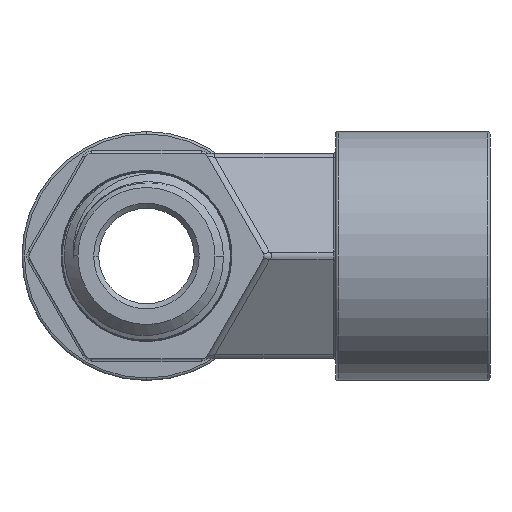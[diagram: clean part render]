
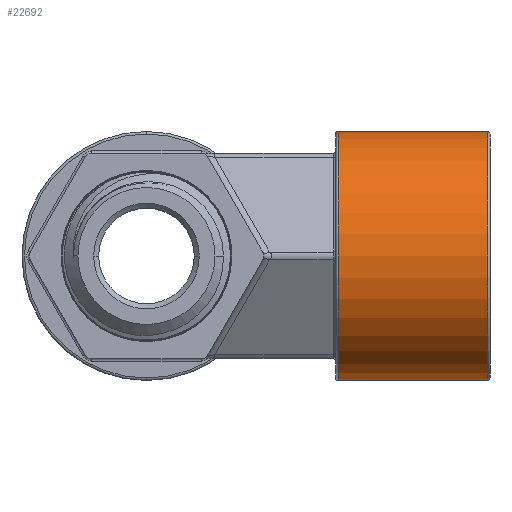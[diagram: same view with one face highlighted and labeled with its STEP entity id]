
A CAD part, left-side view. The second image highlights one B-rep face of the part: STEP entity #22692.
In plain terms, the highlighted cylindrical face has radius 12.5 mm (diameter 25 mm), a partial arc.
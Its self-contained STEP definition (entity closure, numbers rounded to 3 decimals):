
#11952=DIRECTION('',(0.,-1.,0.));
#11953=VECTOR('',#11952,15.);
#11954=CARTESIAN_POINT('',(0.,-19.25,-12.5));
#11955=LINE('',#11954,#11953);
#11959=CARTESIAN_POINT('',(0.,-34.25,0.));
#11960=DIRECTION('',(0.,-1.,0.));
#11961=DIRECTION('',(0.,0.,1.));
#11962=AXIS2_PLACEMENT_3D('',#11959,#11960,#11961);
#11967=CARTESIAN_POINT('',(0.,-19.25,0.));
#11968=DIRECTION('',(0.,1.,0.));
#11969=DIRECTION('',(0.,0.,-1.));
#11970=AXIS2_PLACEMENT_3D('',#11967,#11968,#11969);
#11975=DIRECTION('',(0.,-1.,0.));
#11976=VECTOR('',#11975,15.);
#11977=CARTESIAN_POINT('',(0.,-19.25,12.5));
#11978=LINE('',#11977,#11976);
#16276=CARTESIAN_POINT('',(0.,-34.25,12.5));
#16277=CARTESIAN_POINT('',(0.,-34.25,-12.5));
#16278=VERTEX_POINT('',#16276);
#16279=VERTEX_POINT('',#16277);
#16354=CARTESIAN_POINT('',(0.,-19.25,-12.5));
#16355=VERTEX_POINT('',#16354);
#16356=CARTESIAN_POINT('',(0.,-19.25,12.5));
#16357=VERTEX_POINT('',#16356);
#22680=CARTESIAN_POINT('',(0.,-19.,0.));
#22681=DIRECTION('',(0.,-1.,0.));
#22682=DIRECTION('',(0.,0.,-1.));
#22683=AXIS2_PLACEMENT_3D('',#22680,#22681,#22682);
#22684=CYLINDRICAL_SURFACE('',#22683,12.5);
#22685=ORIENTED_EDGE('',*,*,#22645,.T.);
#22686=ORIENTED_EDGE('',*,*,#22675,.F.);
#22688=ORIENTED_EDGE('',*,*,#22687,.T.);
#22689=ORIENTED_EDGE('',*,*,#22671,.T.);
#22690=EDGE_LOOP('',(#22685,#22686,#22688,#22689));
#22691=FACE_OUTER_BOUND('',#22690,.F.);
#11963=CIRCLE('',#11962,12.5);
#11971=CIRCLE('',#11970,12.5);
#22645=EDGE_CURVE('',#16278,#16279,#11963,.T.);
#22671=EDGE_CURVE('',#16357,#16278,#11978,.T.);
#22675=EDGE_CURVE('',#16355,#16279,#11955,.T.);
#22687=EDGE_CURVE('',#16355,#16357,#11971,.T.);
#22692=ADVANCED_FACE('',(#22691),#22684,.T.);
